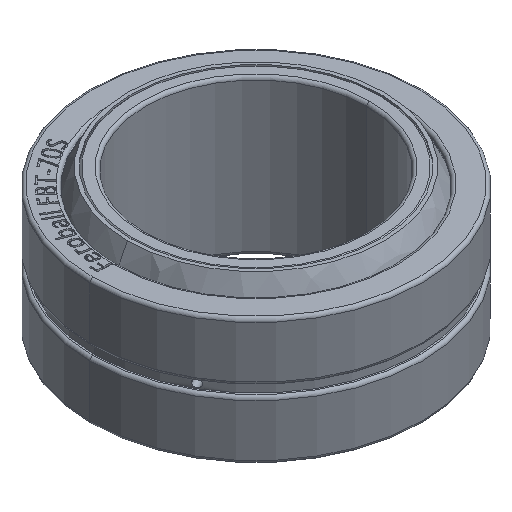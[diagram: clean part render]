
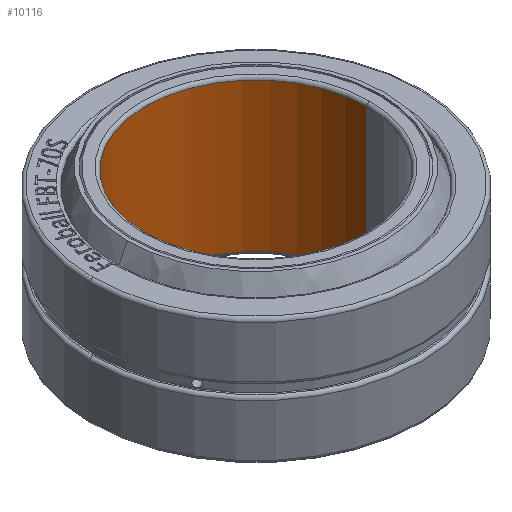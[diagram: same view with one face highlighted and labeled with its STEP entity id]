
A CAD part, isometric view. The second image highlights one B-rep face of the part: STEP entity #10116.
In plain terms, the highlighted cylindrical face has radius 34.996 mm (diameter 69.993 mm), a partial arc.
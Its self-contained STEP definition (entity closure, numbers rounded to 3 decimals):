
#1102 = DIRECTION ( 'NONE',  ( 0., 0., -1. ) ) ;
#1275 = CARTESIAN_POINT ( 'NONE',  ( 34.996, 0., 1. ) ) ;
#1668 = EDGE_CURVE ( 'NONE', #2348, #12060, #5319, .T. ) ;
#2076 = ORIENTED_EDGE ( 'NONE', *, *, #4401, .T. ) ;
#2348 = VERTEX_POINT ( 'NONE', #13232 ) ;
#4031 = AXIS2_PLACEMENT_3D ( 'NONE', #16333, #12542, #12669 ) ;
#4401 = EDGE_CURVE ( 'NONE', #12060, #14565, #22235, .T. ) ;
#4638 = ORIENTED_EDGE ( 'NONE', *, *, #1668, .T. ) ;
#4814 = AXIS2_PLACEMENT_3D ( 'NONE', #20924, #1102, #6894 ) ;
#5069 = CARTESIAN_POINT ( 'NONE',  ( 34.996, 0., 48.925 ) ) ;
#5199 = DIRECTION ( 'NONE',  ( 0., 0., -1. ) ) ;
#5319 = CIRCLE ( 'NONE', #4031, 34.996 ) ;
#5832 = EDGE_CURVE ( 'NONE', #14565, #17162, #11453, .T. ) ;
#6894 = DIRECTION ( 'NONE',  ( -1., 0., 0. ) ) ;
#8100 = AXIS2_PLACEMENT_3D ( 'NONE', #25130, #19100, #23168 ) ;
#9377 = CYLINDRICAL_SURFACE ( 'NONE', #4814, 34.996 ) ;
#10116 = ADVANCED_FACE ( 'NONE', ( #14876 ), #9377, .F. ) ;
#10293 = CARTESIAN_POINT ( 'NONE',  ( -34.996, 0., 48.925 ) ) ;
#11453 = CIRCLE ( 'NONE', #8100, 34.996 ) ;
#11878 = CARTESIAN_POINT ( 'NONE',  ( -34.996, 0., 47.925 ) ) ;
#12060 = VERTEX_POINT ( 'NONE', #11878 ) ;
#12542 = DIRECTION ( 'NONE',  ( 0., 0., 1. ) ) ;
#12669 = DIRECTION ( 'NONE',  ( 1., 0., 0. ) ) ;
#13232 = CARTESIAN_POINT ( 'NONE',  ( 34.996, 0., 47.925 ) ) ;
#14565 = VERTEX_POINT ( 'NONE', #16458 ) ;
#14876 = FACE_OUTER_BOUND ( 'NONE', #20523, .T. ) ;
#16259 = VECTOR ( 'NONE', #23943, 1000. ) ;
#16333 = CARTESIAN_POINT ( 'NONE',  ( 0., 0., 47.925 ) ) ;
#16458 = CARTESIAN_POINT ( 'NONE',  ( -34.996, 0., 1. ) ) ;
#17162 = VERTEX_POINT ( 'NONE', #1275 ) ;
#17350 = EDGE_CURVE ( 'NONE', #2348, #17162, #19342, .T. ) ;
#19005 = VECTOR ( 'NONE', #5199, 1000. ) ;
#19100 = DIRECTION ( 'NONE',  ( 0., 0., -1. ) ) ;
#19342 = LINE ( 'NONE', #5069, #19005 ) ;
#19533 = ORIENTED_EDGE ( 'NONE', *, *, #5832, .T. ) ;
#20523 = EDGE_LOOP ( 'NONE', ( #21261, #4638, #2076, #19533 ) ) ;
#20924 = CARTESIAN_POINT ( 'NONE',  ( 0., 0., 48.925 ) ) ;
#21261 = ORIENTED_EDGE ( 'NONE', *, *, #17350, .F. ) ;
#22235 = LINE ( 'NONE', #10293, #16259 ) ;
#23168 = DIRECTION ( 'NONE',  ( 1., 0., 0. ) ) ;
#23943 = DIRECTION ( 'NONE',  ( 0., 0., -1. ) ) ;
#25130 = CARTESIAN_POINT ( 'NONE',  ( 0., 0., 1. ) ) ;
